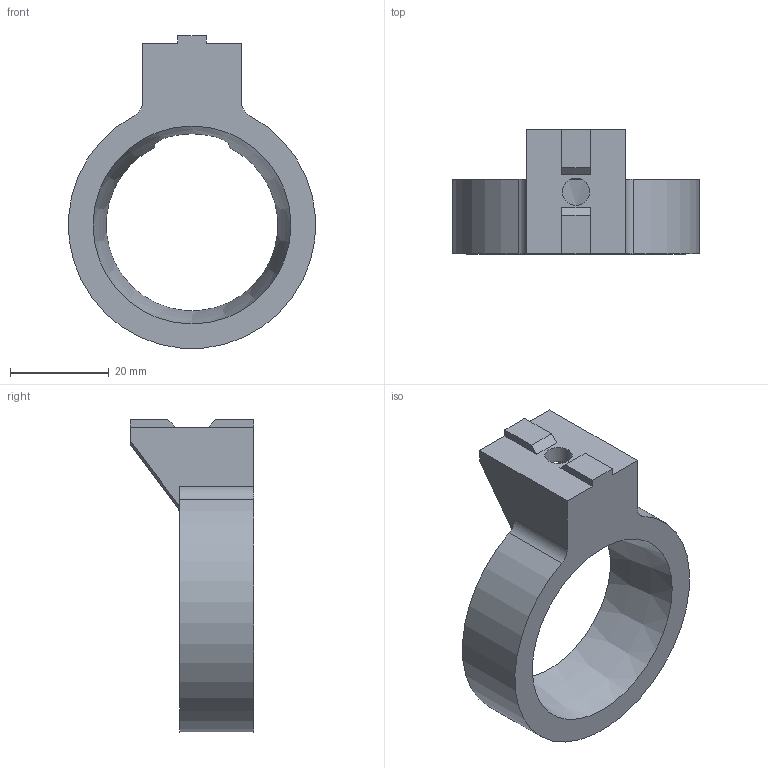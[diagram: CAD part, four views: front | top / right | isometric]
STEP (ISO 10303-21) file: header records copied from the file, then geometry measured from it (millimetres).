
FILE_DESCRIPTION(/* description */ ('Alibre Inc.'),/* implementation_level */ '2;1');
FILE_NAME(/* name */ 'export0',/* time_stamp */ '2015-07-11T14:35:59+12:00',/* author */ (''),/* organization */ (''),/* preprocessor_version */ 'ST-DEVELOPER v14',/* originating_system */ 'Alibre',/* authorisation */ '');
FILE_SCHEMA (('CONFIG_CONTROL_DESIGN'));
Length unit declared in the file: centimetre
Products named in the file (1): ID_1
Bounding box: 49.91 x 25 x 63.16 mm (x, y, z)
Volume: 15639 mm3; surface area: 8001.8 mm2
Topology: 1 solids, 1 shells, 35 faces, 100 edges, 66 vertices
Faces by surface type: plane 27, cylinder 7, cone 1
Full cylindrical faces by diameter (mm): 5.5 x1
Entity records: 1279 total; most frequent: CARTESIAN_POINT 328, ORIENTED_EDGE 194, DIRECTION 141, EDGE_CURVE 97, VECTOR 74, LINE 74, VERTEX_POINT 65, AXIS2_PLACEMENT_3D 47
